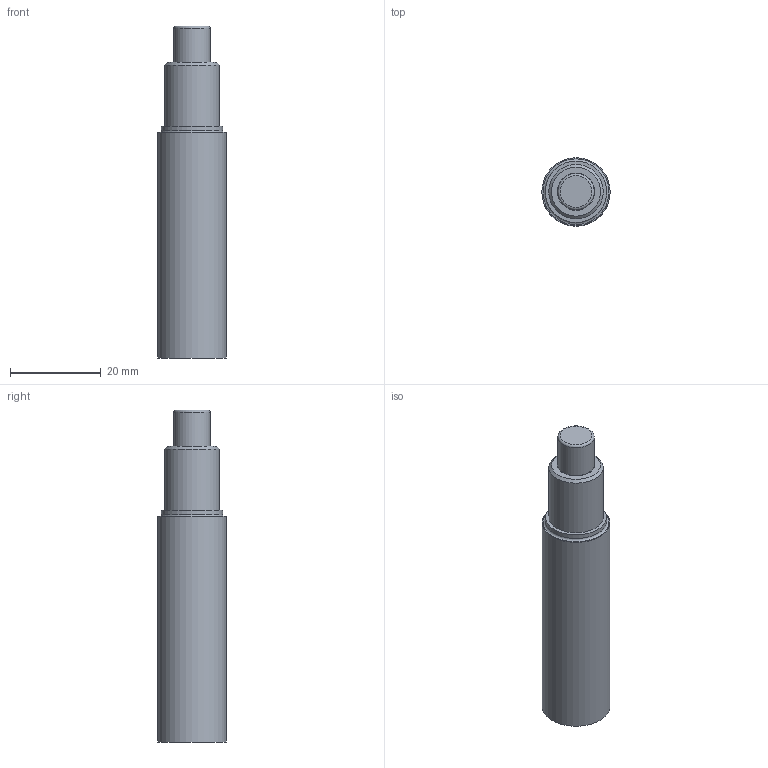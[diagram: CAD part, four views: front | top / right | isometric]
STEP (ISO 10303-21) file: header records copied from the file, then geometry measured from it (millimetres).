
FILE_DESCRIPTION(/* description */ ('STEP AP214'),/* implementation_level */ '2;1');
FILE_NAME(/* name */ '8132349_DYSS-G8-8-8-Y1F-F1A',/* time_stamp */ '2024-08-23T16:47:53+02:00',/* author */ ('License CC BY-ND 4.0'),/* organization */ ('CADENAS'),/* preprocessor_version */ 'ST-DEVELOPER v19.3',/* originating_system */ 'PARTsolutions',/* authorisation */ ' ');
FILE_SCHEMA (('AUTOMOTIVE_DESIGN {1 0 10303 214 3 1 1}'));
Length unit declared in the file: millimetre
Products named in the file (3): 8132349 DYSS-G8-8-8-Y1F-F1A---(1_0_0_0); 8132347 DYSS-8-8-Y1F-F1A---(1_0_0); 8074428 DYEF-G8-M12x1
Assembly tree (2 placements, depth 2):
  8132349 DYSS-G8-8-8-Y1F-F1A---(1_0_0_0)
    8132347 DYSS-8-8-Y1F-F1A---(1_0_0)
    8074428 DYEF-G8-M12x1
Bounding box: 15 x 15 x 73 mm (x, y, z)
Volume: 9827 mm3; surface area: 7535.9 mm2
Topology: 2 solids, 2 shells, 49 faces, 88 edges, 52 vertices
Faces by surface type: plane 25, cylinder 11, cone 11, torus 2
Full cylindrical faces by diameter (mm): 3.5 x1, 7.9 x1, 8 x1, 8.2 x1, 8.7 x1, 10.4 x1, 10.917 x1, 12 x1, 12.1 x1, 13.5 x1, 15 x1
Entity records: 1181 total; most frequent: DIRECTION 202, CARTESIAN_POINT 202, ORIENTED_EDGE 140, AXIS2_PLACEMENT_3D 86, EDGE_LOOP 78, FACE_BOUND 78, EDGE_CURVE 70, VERTEX_POINT 52
